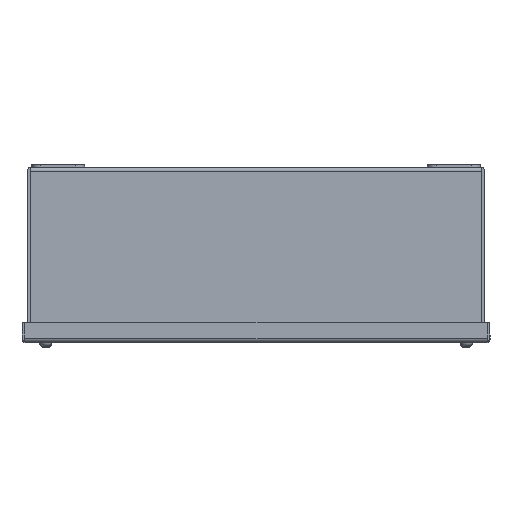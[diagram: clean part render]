
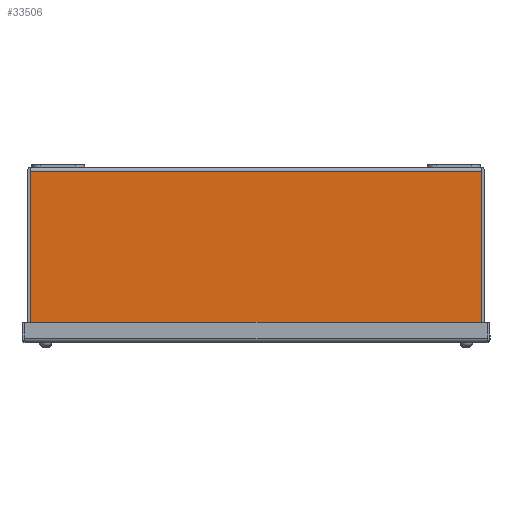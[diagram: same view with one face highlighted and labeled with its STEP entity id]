
A CAD part, top view. The second image highlights one B-rep face of the part: STEP entity #33506.
In plain terms, the highlighted planar face has unit normal (0, 0, 1).
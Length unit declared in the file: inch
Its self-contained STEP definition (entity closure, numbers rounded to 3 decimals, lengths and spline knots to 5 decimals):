
#113 = ORIENTED_EDGE ( 'NONE', *, *, #8877, .F. ) ;
#160 = VECTOR ( 'NONE', #9979, 39.37008 ) ;
#1179 = CARTESIAN_POINT ( 'NONE',  ( 6.42721, -0.108, 7. ) ) ;
#1183 = DIRECTION ( 'NONE',  ( 0., -1., 0. ) ) ;
#1662 = FACE_OUTER_BOUND ( 'NONE', #2614, .T. ) ;
#2614 = EDGE_LOOP ( 'NONE', ( #113, #35420, #5327, #4685 ) ) ;
#3921 = LINE ( 'NONE', #26141, #26468 ) ;
#4098 = DIRECTION ( 'NONE',  ( 0., -1., 0. ) ) ;
#4158 = AXIS2_PLACEMENT_3D ( 'NONE', #35168, #10227, #34997 ) ;
#4685 = ORIENTED_EDGE ( 'NONE', *, *, #25351, .T. ) ;
#5327 = ORIENTED_EDGE ( 'NONE', *, *, #8331, .F. ) ;
#5678 = VERTEX_POINT ( 'NONE', #24511 ) ;
#6301 = CARTESIAN_POINT ( 'NONE',  ( 6.42721, -4.642, 7. ) ) ;
#6306 = CARTESIAN_POINT ( 'NONE',  ( 6.42721, 39.37008, 7. ) ) ;
#8331 = EDGE_CURVE ( 'NONE', #35312, #20272, #12702, .T. ) ;
#8877 = EDGE_CURVE ( 'NONE', #20338, #5678, #16253, .T. ) ;
#9979 = DIRECTION ( 'NONE',  ( 1., 0., 0. ) ) ;
#10227 = DIRECTION ( 'NONE',  ( 0., 0., -1. ) ) ;
#12303 = LINE ( 'NONE', #6306, #21810 ) ;
#12702 = LINE ( 'NONE', #23807, #160 ) ;
#13684 = CARTESIAN_POINT ( 'NONE',  ( 44.906, -4.642, 7. ) ) ;
#16253 = LINE ( 'NONE', #13684, #21693 ) ;
#20272 = VERTEX_POINT ( 'NONE', #1179 ) ;
#20338 = VERTEX_POINT ( 'NONE', #6301 ) ;
#21693 = VECTOR ( 'NONE', #35897, 39.37008 ) ;
#21810 = VECTOR ( 'NONE', #4098, 39.37008 ) ;
#23807 = CARTESIAN_POINT ( 'NONE',  ( -6.392, -0.108, 7. ) ) ;
#23882 = PLANE ( 'NONE',  #4158 ) ;
#24306 = CARTESIAN_POINT ( 'NONE',  ( -6.42721, -0.108, 7. ) ) ;
#24511 = CARTESIAN_POINT ( 'NONE',  ( -6.42721, -4.642, 7. ) ) ;
#25351 = EDGE_CURVE ( 'NONE', #35312, #5678, #3921, .T. ) ;
#25353 = EDGE_CURVE ( 'NONE', #20272, #20338, #12303, .T. ) ;
#26141 = CARTESIAN_POINT ( 'NONE',  ( -6.42721, 39.37008, 7. ) ) ;
#26468 = VECTOR ( 'NONE', #1183, 39.37008 ) ;
#33506 = ADVANCED_FACE ( 'NONE', ( #1662 ), #23882, .F. ) ;
#34997 = DIRECTION ( 'NONE',  ( -1., 0., 0. ) ) ;
#35168 = CARTESIAN_POINT ( 'NONE',  ( 44.906, 0., 7. ) ) ;
#35312 = VERTEX_POINT ( 'NONE', #24306 ) ;
#35420 = ORIENTED_EDGE ( 'NONE', *, *, #25353, .F. ) ;
#35897 = DIRECTION ( 'NONE',  ( -1., 0., 0. ) ) ;
